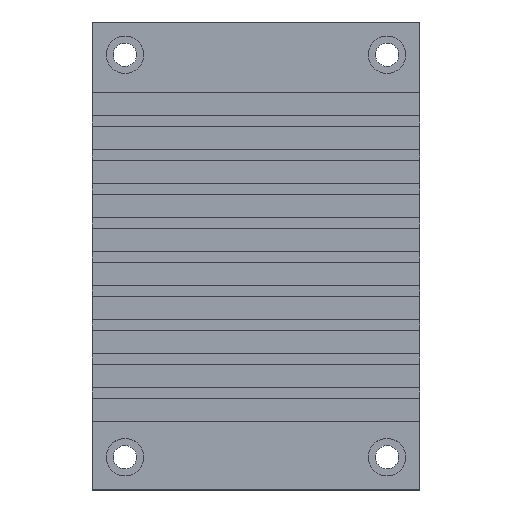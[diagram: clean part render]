
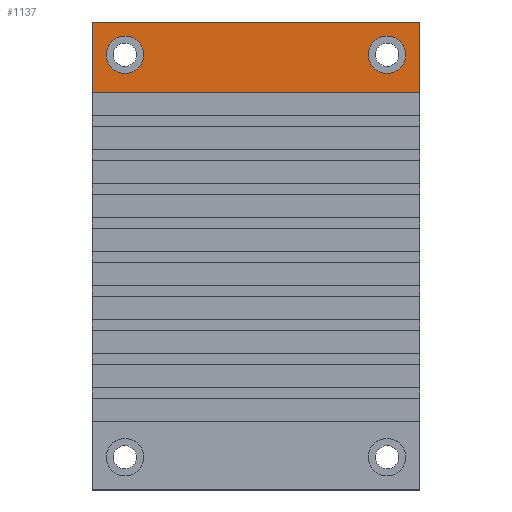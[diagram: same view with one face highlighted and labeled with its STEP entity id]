
A CAD part, top view. The second image highlights one B-rep face of the part: STEP entity #1137.
In plain terms, the highlighted planar face has unit normal (0, 0, 1).
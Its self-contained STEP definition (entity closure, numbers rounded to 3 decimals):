
#132=LINE('',#1792,#272);
#146=LINE('',#1819,#286);
#149=LINE('',#1825,#289);
#152=LINE('',#1830,#292);
#272=VECTOR('',#1476,10.);
#286=VECTOR('',#1498,10.);
#289=VECTOR('',#1503,10.);
#292=VECTOR('',#1508,10.);
#309=FACE_BOUND('',#436,.T.);
#310=FACE_BOUND('',#437,.T.);
#371=FACE_OUTER_BOUND('',#435,.T.);
#435=EDGE_LOOP('',(#1017,#1018,#1019,#1020));
#436=EDGE_LOOP('',(#1021));
#437=EDGE_LOOP('',(#1022));
#445=CIRCLE('',#1157,4.);
#457=CIRCLE('',#1178,4.);
#461=VERTEX_POINT('',#1524);
#473=VERTEX_POINT('',#1563);
#549=VERTEX_POINT('',#1790);
#550=VERTEX_POINT('',#1791);
#559=VERTEX_POINT('',#1818);
#561=VERTEX_POINT('',#1824);
#565=EDGE_CURVE('',#461,#461,#445,.T.);
#583=EDGE_CURVE('',#473,#473,#457,.T.);
#696=EDGE_CURVE('',#549,#550,#132,.T.);
#710=EDGE_CURVE('',#559,#549,#146,.T.);
#713=EDGE_CURVE('',#561,#559,#149,.T.);
#716=EDGE_CURVE('',#550,#561,#152,.T.);
#1017=ORIENTED_EDGE('',*,*,#696,.T.);
#1018=ORIENTED_EDGE('',*,*,#716,.T.);
#1019=ORIENTED_EDGE('',*,*,#713,.T.);
#1020=ORIENTED_EDGE('',*,*,#710,.T.);
#1021=ORIENTED_EDGE('',*,*,#565,.T.);
#1022=ORIENTED_EDGE('',*,*,#583,.T.);
#1079=PLANE('',#1225);
#1137=ADVANCED_FACE('',(#371,#309,#310),#1079,.T.);
#1157=AXIS2_PLACEMENT_3D('',#1525,#1237,#1238);
#1178=AXIS2_PLACEMENT_3D('',#1564,#1285,#1286);
#1225=AXIS2_PLACEMENT_3D('',#1834,#1513,#1514);
#1237=DIRECTION('center_axis',(0.,0.,-1.));
#1238=DIRECTION('ref_axis',(1.,0.,0.));
#1285=DIRECTION('center_axis',(0.,0.,-1.));
#1286=DIRECTION('ref_axis',(1.,0.,0.));
#1476=DIRECTION('',(1.,0.,0.));
#1498=DIRECTION('',(0.,-1.,0.));
#1503=DIRECTION('',(-1.,0.,0.));
#1508=DIRECTION('',(0.,1.,0.));
#1513=DIRECTION('center_axis',(0.,0.,1.));
#1514=DIRECTION('ref_axis',(1.,0.,0.));
#1524=CARTESIAN_POINT('',(-32.006,109.493,22.5));
#1525=CARTESIAN_POINT('Origin',(-28.006,109.493,22.5));
#1563=CARTESIAN_POINT('',(23.994,109.493,22.5));
#1564=CARTESIAN_POINT('Origin',(27.994,109.493,22.5));
#1790=CARTESIAN_POINT('',(-35.006,101.493,22.5));
#1791=CARTESIAN_POINT('',(34.994,101.493,22.5));
#1792=CARTESIAN_POINT('',(17.494,101.493,22.5));
#1818=CARTESIAN_POINT('',(-35.006,116.493,22.5));
#1819=CARTESIAN_POINT('',(-35.006,116.493,22.5));
#1824=CARTESIAN_POINT('',(34.994,116.493,22.5));
#1825=CARTESIAN_POINT('',(34.994,116.493,22.5));
#1830=CARTESIAN_POINT('',(34.994,16.493,22.5));
#1834=CARTESIAN_POINT('Origin',(-0.006,66.493,22.5));
